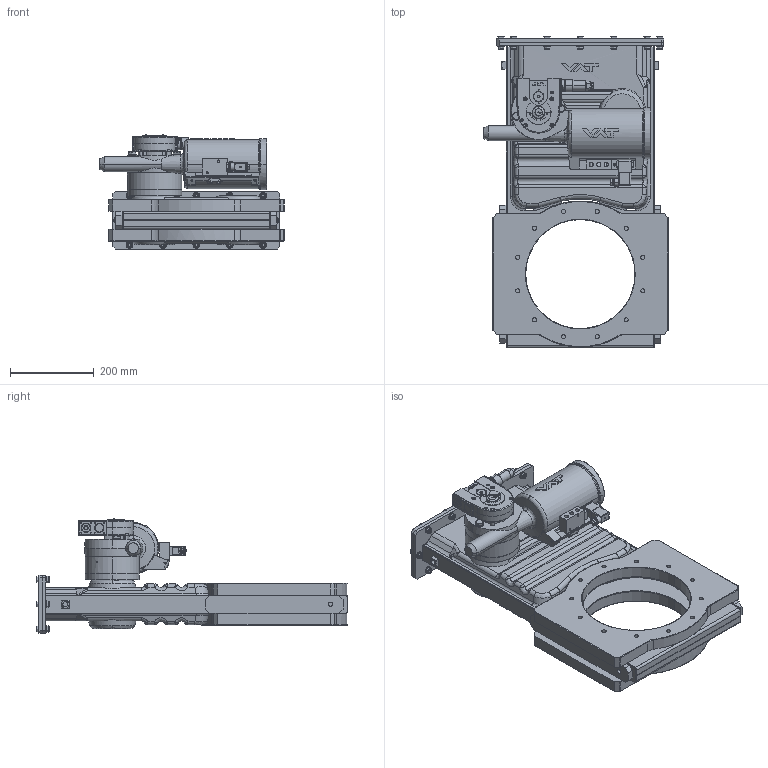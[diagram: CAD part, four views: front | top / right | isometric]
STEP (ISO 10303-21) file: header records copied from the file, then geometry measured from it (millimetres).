
FILE_DESCRIPTION (( 'STEP AP214' ), '1' );
FILE_NAME ('PFE58250.step', '2017-07-10T11:09:37', ( 'install' ), ( '' ), 'SwSTEP 2.0', 'SolidWorks 2015', '' );
FILE_SCHEMA (( 'AUTOMOTIVE_DESIGN' ));
Length unit declared in the file: millimetre
Products named in the file (1): PFE58250
Bounding box: 440.75 x 746.4 x 273.38 mm (x, y, z)
Surface area: 1566011.5 mm2 (no closed solid volume)
Topology: 0 solids, 137 shells, 1367 faces, 4399 edges, 3053 vertices
Faces by surface type: plane 572, cylinder 497, cone 176, bspline 103, torus 19
Entity records: 111705 total; most frequent: CARTESIAN_POINT 72832, ORIENTED_EDGE 6990, DIRECTION 6679, EDGE_CURVE 4354, VERTEX_POINT 3053, AXIS2_PLACEMENT_3D 2382, VECTOR 1915, LINE 1915
